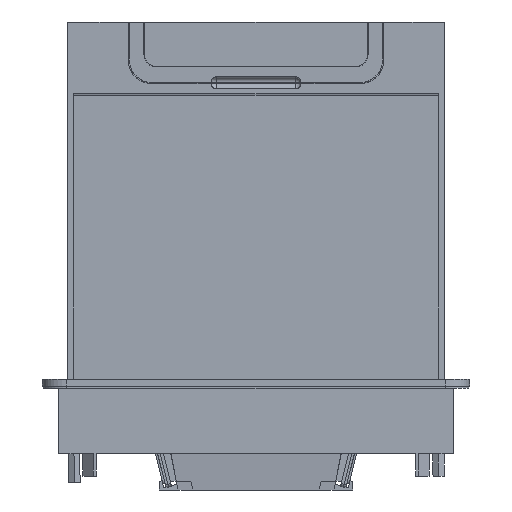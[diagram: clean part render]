
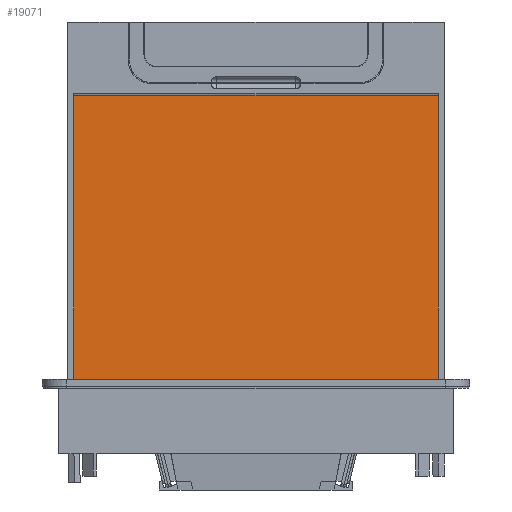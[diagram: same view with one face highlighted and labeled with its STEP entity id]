
A CAD part, front view. The second image highlights one B-rep face of the part: STEP entity #19071.
In plain terms, the highlighted face is planar.
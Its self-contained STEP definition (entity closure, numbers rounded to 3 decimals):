
#18560=CARTESIAN_POINT('Vertex',(-122.974,122.,5.1)) ;
#18563=CARTESIAN_POINT('Line Origine',(-22.77,122.,5.1)) ;
#18567=CARTESIAN_POINT('Vertex',(77.433,122.,5.1)) ;
#18623=CARTESIAN_POINT('Vertex',(77.433,-122.,5.1)) ;
#18626=CARTESIAN_POINT('Line Origine',(-22.77,-122.,5.1)) ;
#18630=CARTESIAN_POINT('Vertex',(-122.974,-122.,5.1)) ;
#18651=CARTESIAN_POINT('Line Origine',(-122.974,0.,5.1)) ;
#19055=CARTESIAN_POINT('Axis2P3D Location',(54.933,0.,5.1)) ;
#19060=CARTESIAN_POINT('Line Origine',(77.433,0.,5.1)) ;
#18564=DIRECTION('Vector Direction',(-1.,0.,0.)) ;
#18627=DIRECTION('Vector Direction',(-1.,0.,0.)) ;
#18652=DIRECTION('Vector Direction',(0.,-1.,0.)) ;
#19056=DIRECTION('Axis2P3D Direction',(0.,0.,1.)) ;
#19057=DIRECTION('Axis2P3D XDirection',(-1.,0.,0.)) ;
#19061=DIRECTION('Vector Direction',(0.,-1.,0.)) ;
#19058=AXIS2_PLACEMENT_3D('Plane Axis2P3D',#19055,#19056,#19057) ;
#19066=ORIENTED_EDGE('',*,*,#18632,.F.) ;
#19067=ORIENTED_EDGE('',*,*,#19064,.F.) ;
#19068=ORIENTED_EDGE('',*,*,#18569,.T.) ;
#19069=ORIENTED_EDGE('',*,*,#18655,.T.) ;
#18565=VECTOR('Line Direction',#18564,1.) ;
#18628=VECTOR('Line Direction',#18627,1.) ;
#18653=VECTOR('Line Direction',#18652,1.) ;
#19062=VECTOR('Line Direction',#19061,1.) ;
#19071=ADVANCED_FACE('Corps de pi\X2\00E8\X0\ce.2',(#19070),#19059,.T.) ;
#18569=EDGE_CURVE('',#18568,#18561,#18566,.T.) ;
#18632=EDGE_CURVE('',#18624,#18631,#18629,.T.) ;
#18655=EDGE_CURVE('',#18561,#18631,#18654,.T.) ;
#19064=EDGE_CURVE('',#18568,#18624,#19063,.T.) ;
#19065=EDGE_LOOP('',(#19066,#19067,#19068,#19069)) ;
#19070=FACE_OUTER_BOUND('',#19065,.T.) ;
#18566=LINE('Line',#18563,#18565) ;
#18629=LINE('Line',#18626,#18628) ;
#18654=LINE('Line',#18651,#18653) ;
#19063=LINE('Line',#19060,#19062) ;
#19059=PLANE('',#19058) ;
#18561=VERTEX_POINT('',#18560) ;
#18568=VERTEX_POINT('',#18567) ;
#18624=VERTEX_POINT('',#18623) ;
#18631=VERTEX_POINT('',#18630) ;
